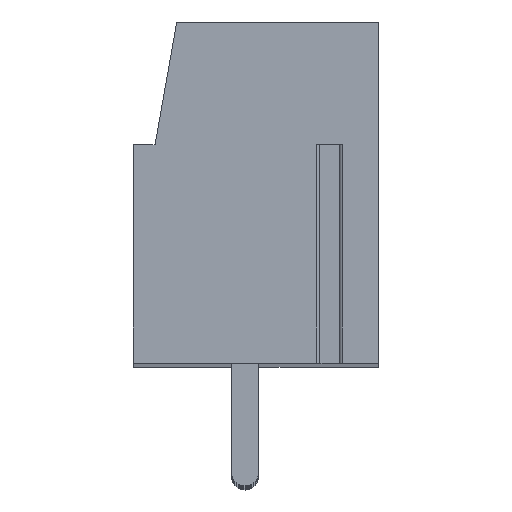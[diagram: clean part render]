
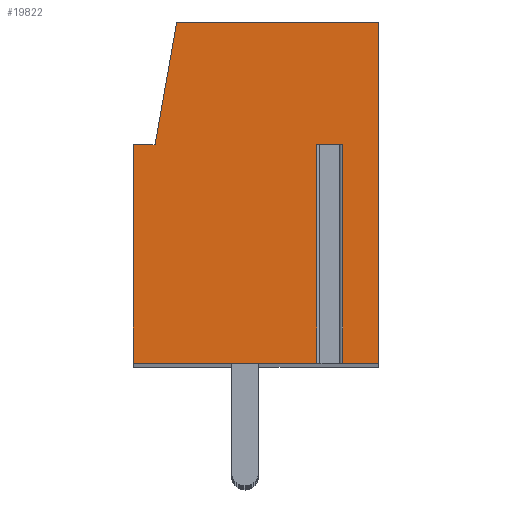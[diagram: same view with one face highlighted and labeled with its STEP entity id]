
A CAD part, top view. The second image highlights one B-rep face of the part: STEP entity #19822.
In plain terms, the highlighted planar face has unit normal (0, 0, 1).
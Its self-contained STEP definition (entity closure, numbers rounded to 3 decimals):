
#453=DIRECTION('',(-1.,0.,0.));
#454=VECTOR('',#453,0.958);
#455=CARTESIAN_POINT('',(3.179,1.75,87.5));
#456=LINE('',#455,#454);
#457=DIRECTION('',(0.,-1.,0.));
#458=VECTOR('',#457,8.);
#459=CARTESIAN_POINT('',(2.221,1.75,87.5));
#460=LINE('',#459,#458);
#461=DIRECTION('',(1.,0.,0.));
#462=VECTOR('',#461,6.721);
#463=CARTESIAN_POINT('',(-4.5,-6.25,87.5));
#464=LINE('',#463,#462);
#465=DIRECTION('',(0.,-1.,0.));
#466=VECTOR('',#465,8.);
#467=CARTESIAN_POINT('',(-4.5,1.75,87.5));
#468=LINE('',#467,#466);
#469=DIRECTION('',(-1.,0.,0.));
#470=VECTOR('',#469,0.8);
#471=CARTESIAN_POINT('',(-3.7,1.75,87.5));
#472=LINE('',#471,#470);
#473=DIRECTION('',(-0.174,-0.985,0.));
#474=VECTOR('',#473,4.569);
#475=CARTESIAN_POINT('',(-2.907,6.25,87.5));
#476=LINE('',#475,#474);
#477=DIRECTION('',(-1.,0.,0.));
#478=VECTOR('',#477,7.407);
#479=CARTESIAN_POINT('',(4.5,6.25,87.5));
#480=LINE('',#479,#478);
#481=DIRECTION('',(0.,1.,0.));
#482=VECTOR('',#481,12.5);
#483=CARTESIAN_POINT('',(4.5,-6.25,87.5));
#484=LINE('',#483,#482);
#485=DIRECTION('',(1.,0.,0.));
#486=VECTOR('',#485,1.321);
#487=CARTESIAN_POINT('',(3.179,-6.25,87.5));
#488=LINE('',#487,#486);
#489=DIRECTION('',(0.,-1.,0.));
#490=VECTOR('',#489,8.);
#491=CARTESIAN_POINT('',(3.179,1.75,87.5));
#492=LINE('',#491,#490);
#15173=CARTESIAN_POINT('',(4.5,-6.25,87.5));
#15174=CARTESIAN_POINT('',(4.5,6.25,87.5));
#15175=VERTEX_POINT('',#15173);
#15176=VERTEX_POINT('',#15174);
#15177=CARTESIAN_POINT('',(-2.907,6.25,87.5));
#15178=VERTEX_POINT('',#15177);
#15179=CARTESIAN_POINT('',(-3.7,1.75,87.5));
#15180=VERTEX_POINT('',#15179);
#15181=CARTESIAN_POINT('',(-4.5,1.75,87.5));
#15182=VERTEX_POINT('',#15181);
#15183=CARTESIAN_POINT('',(-4.5,-6.25,87.5));
#15184=VERTEX_POINT('',#15183);
#15229=CARTESIAN_POINT('',(3.179,1.75,87.5));
#15230=CARTESIAN_POINT('',(2.221,1.75,87.5));
#15231=VERTEX_POINT('',#15229);
#15232=VERTEX_POINT('',#15230);
#15233=CARTESIAN_POINT('',(3.179,-6.25,87.5));
#15234=VERTEX_POINT('',#15233);
#15235=CARTESIAN_POINT('',(2.221,-6.25,87.5));
#15236=VERTEX_POINT('',#15235);
#19798=CARTESIAN_POINT('',(0.,0.,87.5));
#19799=DIRECTION('',(0.,0.,1.));
#19800=DIRECTION('',(1.,0.,0.));
#19801=AXIS2_PLACEMENT_3D('',#19798,#19799,#19800);
#19802=PLANE('',#19801);
#19804=ORIENTED_EDGE('',*,*,#19803,.T.);
#19805=ORIENTED_EDGE('',*,*,#19789,.T.);
#19806=ORIENTED_EDGE('',*,*,#19550,.F.);
#19808=ORIENTED_EDGE('',*,*,#19807,.F.);
#19810=ORIENTED_EDGE('',*,*,#19809,.F.);
#19812=ORIENTED_EDGE('',*,*,#19811,.F.);
#19814=ORIENTED_EDGE('',*,*,#19813,.F.);
#19816=ORIENTED_EDGE('',*,*,#19815,.F.);
#19817=ORIENTED_EDGE('',*,*,#19529,.F.);
#19819=ORIENTED_EDGE('',*,*,#19818,.F.);
#19820=EDGE_LOOP('',(#19804,#19805,#19806,#19808,#19810,#19812,#19814,#19816,
#19817,#19819));
#19821=FACE_OUTER_BOUND('',#19820,.F.);
#19529=EDGE_CURVE('',#15234,#15175,#488,.T.);
#19550=EDGE_CURVE('',#15184,#15236,#464,.T.);
#19789=EDGE_CURVE('',#15232,#15236,#460,.T.);
#19803=EDGE_CURVE('',#15231,#15232,#456,.T.);
#19807=EDGE_CURVE('',#15182,#15184,#468,.T.);
#19809=EDGE_CURVE('',#15180,#15182,#472,.T.);
#19811=EDGE_CURVE('',#15178,#15180,#476,.T.);
#19813=EDGE_CURVE('',#15176,#15178,#480,.T.);
#19815=EDGE_CURVE('',#15175,#15176,#484,.T.);
#19818=EDGE_CURVE('',#15231,#15234,#492,.T.);
#19822=ADVANCED_FACE('',(#19821),#19802,.T.);
